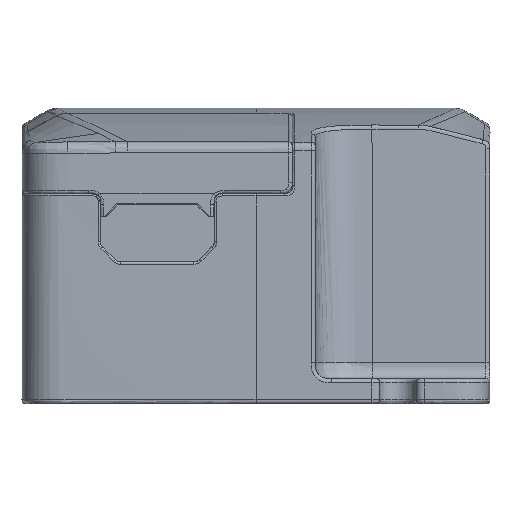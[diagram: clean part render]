
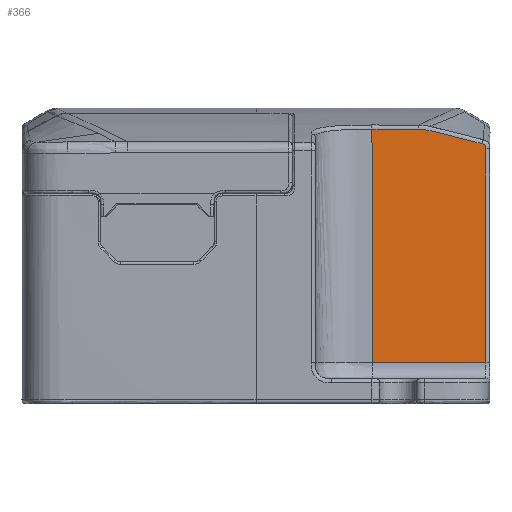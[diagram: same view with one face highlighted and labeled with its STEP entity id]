
A CAD part, left-side view. The second image highlights one B-rep face of the part: STEP entity #366.
In plain terms, the highlighted planar face has unit normal (-1, 0, 0).
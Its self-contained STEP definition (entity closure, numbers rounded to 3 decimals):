
#366=ADVANCED_FACE('',(#1049),#10534,.T.);
#1049=FACE_OUTER_BOUND('',#1734,.T.);
#1734=EDGE_LOOP('',(#3922,#3923,#3924,#3925,#3926,#3927));
#3922=ORIENTED_EDGE('',*,*,#6557,.F.);
#3923=ORIENTED_EDGE('',*,*,#6559,.T.);
#3924=ORIENTED_EDGE('',*,*,#6560,.T.);
#3925=ORIENTED_EDGE('',*,*,#6561,.T.);
#3926=ORIENTED_EDGE('',*,*,#6562,.T.);
#3927=ORIENTED_EDGE('',*,*,#6563,.T.);
#6557=EDGE_CURVE('',#9649,#9648,#8252,.T.);
#6559=EDGE_CURVE('',#9649,#9650,#8254,.T.);
#6560=EDGE_CURVE('',#9650,#9651,#8255,.T.);
#6561=EDGE_CURVE('',#9651,#9652,#8256,.T.);
#6562=EDGE_CURVE('',#9652,#9653,#8257,.T.);
#6563=EDGE_CURVE('',#9653,#9648,#8258,.T.);
#8252=B_SPLINE_CURVE_WITH_KNOTS('',1,(#37061,#37062),.UNSPECIFIED.,.F.,
 .F.,(2,2),(0.,18.816),.UNSPECIFIED.);
#8254=B_SPLINE_CURVE_WITH_KNOTS('',3,(#37074,#37075,#37076,#37077,#37078,
#37079,#37080,#37081,#37082,#37083,#37084),.UNSPECIFIED.,.F.,.F.,(4,1,1,
1,1,1,1,1,4),(0.,0.108,0.216,0.27,
0.325,0.38,0.434,0.545,
0.656),.UNSPECIFIED.);
#8255=B_SPLINE_CURVE_WITH_KNOTS('',3,(#37085,#37086,#37087,#37088,#37089,
#37090,#37091,#37092,#37093,#37094,#37095,#37096,#37097,#37098,#37099,#37100,
#37101,#37102,#37103,#37104,#37105,#37106,#37107,#37108,#37109,#37110,#37111,
#37112,#37113,#37114,#37115,#37116,#37117,#37118,#37119,#37120,#37121,#37122,
#37123,#37124,#37125,#37126),.UNSPECIFIED.,.F.,.F.,(4,1,1,1,1,1,1,1,1,1,
1,1,1,1,1,1,1,1,1,1,1,1,1,1,1,1,1,1,1,1,1,3,1,1,1,1,1,4),(0.,0.046,
0.093,0.186,0.279,0.371,0.464,
0.557,0.65,0.743,0.929,
1.114,1.3,1.486,1.671,1.857,
2.043,2.228,2.414,2.6,2.786,
2.971,3.157,3.343,3.528,3.714,
3.9,4.085,4.271,4.457,4.643,
4.812,4.828,5.014,5.2,5.385,
5.571,5.757),.UNSPECIFIED.);
#8256=B_SPLINE_CURVE_WITH_KNOTS('',1,(#37127,#37128),.UNSPECIFIED.,.F.,
 .F.,(2,2),(0.,4.086),.UNSPECIFIED.);
#8257=B_SPLINE_CURVE_WITH_KNOTS('',3,(#37129,#37130,#37131,#37132),
 .UNSPECIFIED.,.F.,.F.,(4,4),(0.,20.546),.UNSPECIFIED.);
#8258=B_SPLINE_CURVE_WITH_KNOTS('',1,(#37133,#37134),.UNSPECIFIED.,.F.,
 .F.,(2,2),(0.,9.981),.UNSPECIFIED.);
#9648=VERTEX_POINT('',#33556);
#9649=VERTEX_POINT('',#33557);
#9650=VERTEX_POINT('',#33558);
#9651=VERTEX_POINT('',#33559);
#9652=VERTEX_POINT('',#33560);
#9653=VERTEX_POINT('',#33561);
#10534=PLANE('',#10770);
#10770=AXIS2_PLACEMENT_3D('',#24243,#10989,$);
#10989=DIRECTION('',(-1.,0.,0.));
#24243=CARTESIAN_POINT('',(-48.301,-9.053,1.408));
#33556=CARTESIAN_POINT('',(-48.301,-20.246,3.614));
#33557=CARTESIAN_POINT('',(-48.301,-20.246,22.43));
#33558=CARTESIAN_POINT('',(-48.301,-19.899,22.882));
#33559=CARTESIAN_POINT('',(-48.301,-14.295,24.161));
#33560=CARTESIAN_POINT('',(-48.301,-10.208,24.161));
#33561=CARTESIAN_POINT('',(-48.301,-10.265,3.614));
#37061=CARTESIAN_POINT('',(-48.301,-20.246,22.43));
#37062=CARTESIAN_POINT('',(-48.301,-20.246,3.614));
#37074=CARTESIAN_POINT('',(-48.301,-20.246,22.43));
#37075=CARTESIAN_POINT('',(-48.301,-20.246,22.467));
#37076=CARTESIAN_POINT('',(-48.301,-20.246,22.538));
#37077=CARTESIAN_POINT('',(-48.301,-20.239,22.628));
#37078=CARTESIAN_POINT('',(-48.301,-20.221,22.698));
#37079=CARTESIAN_POINT('',(-48.301,-20.195,22.747));
#37080=CARTESIAN_POINT('',(-48.301,-20.155,22.784));
#37081=CARTESIAN_POINT('',(-48.301,-20.091,22.821));
#37082=CARTESIAN_POINT('',(-48.301,-20.005,22.852));
#37083=CARTESIAN_POINT('',(-48.301,-19.934,22.872));
#37084=CARTESIAN_POINT('',(-48.301,-19.899,22.882));
#37085=CARTESIAN_POINT('',(-48.301,-19.899,22.882));
#37086=CARTESIAN_POINT('',(-48.301,-19.884,22.886));
#37087=CARTESIAN_POINT('',(-48.301,-19.854,22.895));
#37088=CARTESIAN_POINT('',(-48.301,-19.794,22.912));
#37089=CARTESIAN_POINT('',(-48.301,-19.72,22.933));
#37090=CARTESIAN_POINT('',(-48.301,-19.631,22.958));
#37091=CARTESIAN_POINT('',(-48.301,-19.541,22.983));
#37092=CARTESIAN_POINT('',(-48.301,-19.452,23.008));
#37093=CARTESIAN_POINT('',(-48.301,-19.362,23.032));
#37094=CARTESIAN_POINT('',(-48.301,-19.273,23.057));
#37095=CARTESIAN_POINT('',(-48.301,-19.153,23.09));
#37096=CARTESIAN_POINT('',(-48.301,-19.004,23.131));
#37097=CARTESIAN_POINT('',(-48.301,-18.825,23.18));
#37098=CARTESIAN_POINT('',(-48.301,-18.646,23.228));
#37099=CARTESIAN_POINT('',(-48.301,-18.466,23.276));
#37100=CARTESIAN_POINT('',(-48.301,-18.287,23.323));
#37101=CARTESIAN_POINT('',(-48.301,-18.107,23.371));
#37102=CARTESIAN_POINT('',(-48.301,-17.927,23.417));
#37103=CARTESIAN_POINT('',(-48.301,-17.747,23.464));
#37104=CARTESIAN_POINT('',(-48.301,-17.567,23.509));
#37105=CARTESIAN_POINT('',(-48.301,-17.387,23.555));
#37106=CARTESIAN_POINT('',(-48.301,-17.207,23.6));
#37107=CARTESIAN_POINT('',(-48.301,-17.027,23.644));
#37108=CARTESIAN_POINT('',(-48.301,-16.846,23.688));
#37109=CARTESIAN_POINT('',(-48.301,-16.666,23.731));
#37110=CARTESIAN_POINT('',(-48.301,-16.485,23.774));
#37111=CARTESIAN_POINT('',(-48.301,-16.304,23.816));
#37112=CARTESIAN_POINT('',(-48.301,-16.123,23.858));
#37113=CARTESIAN_POINT('',(-48.301,-15.942,23.899));
#37114=CARTESIAN_POINT('',(-48.301,-15.761,23.94));
#37115=CARTESIAN_POINT('',(-48.301,-15.58,23.98));
#37116=CARTESIAN_POINT('',(-48.301,-15.403,24.018));
#37117=CARTESIAN_POINT('',(-48.301,-15.288,24.043));
#37118=CARTESIAN_POINT('',(-48.301,-15.232,24.054));
#37119=CARTESIAN_POINT('',(-48.301,-15.227,24.055));
#37120=CARTESIAN_POINT('',(-48.301,-15.161,24.069));
#37121=CARTESIAN_POINT('',(-48.301,-15.034,24.093));
#37122=CARTESIAN_POINT('',(-48.301,-14.85,24.119));
#37123=CARTESIAN_POINT('',(-48.301,-14.666,24.138));
#37124=CARTESIAN_POINT('',(-48.301,-14.48,24.152));
#37125=CARTESIAN_POINT('',(-48.301,-14.357,24.158));
#37126=CARTESIAN_POINT('',(-48.301,-14.295,24.161));
#37127=CARTESIAN_POINT('',(-48.301,-14.295,24.161));
#37128=CARTESIAN_POINT('',(-48.301,-10.208,24.161));
#37129=CARTESIAN_POINT('',(-48.301,-10.208,24.161));
#37130=CARTESIAN_POINT('',(-48.301,-10.227,17.312));
#37131=CARTESIAN_POINT('',(-48.301,-10.246,10.463));
#37132=CARTESIAN_POINT('',(-48.301,-10.265,3.614));
#37133=CARTESIAN_POINT('',(-48.301,-10.265,3.614));
#37134=CARTESIAN_POINT('',(-48.301,-20.246,3.614));
